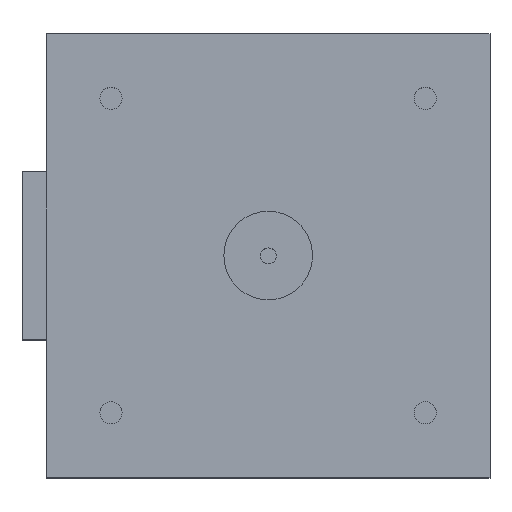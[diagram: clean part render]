
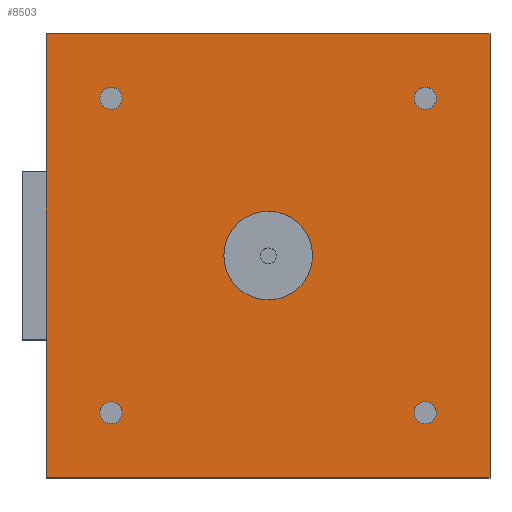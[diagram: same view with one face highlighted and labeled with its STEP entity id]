
A CAD part, top view. The second image highlights one B-rep face of the part: STEP entity #8503.
In plain terms, the highlighted planar face has unit normal (0, 0, 1).
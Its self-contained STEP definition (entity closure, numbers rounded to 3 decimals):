
#430=FACE_BOUND('',#3373,.T.);
#431=FACE_BOUND('',#3374,.T.);
#432=FACE_BOUND('',#3375,.T.);
#433=FACE_BOUND('',#3376,.T.);
#434=FACE_BOUND('',#3377,.T.);
#1326=LINE('',#15038,#2057);
#1346=LINE('',#15094,#2077);
#1348=LINE('',#15097,#2079);
#1349=LINE('',#15099,#2080);
#2057=VECTOR('',#12351,10.);
#2077=VECTOR('',#12407,10.);
#2079=VECTOR('',#12411,10.);
#2080=VECTOR('',#12414,10.);
#2708=FACE_OUTER_BOUND('',#3372,.T.);
#3372=EDGE_LOOP('',(#7709,#7710,#7711,#7712));
#3373=EDGE_LOOP('',(#7713));
#3374=EDGE_LOOP('',(#7714));
#3375=EDGE_LOOP('',(#7715));
#3376=EDGE_LOOP('',(#7716));
#3377=EDGE_LOOP('',(#7717));
#3693=CIRCLE('',#9887,10.);
#3695=CIRCLE('',#9898,2.5);
#3697=CIRCLE('',#9901,2.5);
#3699=CIRCLE('',#9904,2.5);
#3701=CIRCLE('',#9907,2.5);
#4391=VERTEX_POINT('',#14975);
#4413=VERTEX_POINT('',#15035);
#4414=VERTEX_POINT('',#15037);
#4419=VERTEX_POINT('',#15049);
#4421=VERTEX_POINT('',#15055);
#4423=VERTEX_POINT('',#15061);
#4425=VERTEX_POINT('',#15067);
#4431=VERTEX_POINT('',#15091);
#4432=VERTEX_POINT('',#15093);
#5465=EDGE_CURVE('',#4391,#4391,#3693,.T.);
#5496=EDGE_CURVE('',#4414,#4413,#1326,.T.);
#5502=EDGE_CURVE('',#4419,#4419,#3695,.T.);
#5505=EDGE_CURVE('',#4421,#4421,#3697,.T.);
#5508=EDGE_CURVE('',#4423,#4423,#3699,.T.);
#5511=EDGE_CURVE('',#4425,#4425,#3701,.T.);
#5524=EDGE_CURVE('',#4432,#4431,#1346,.T.);
#5526=EDGE_CURVE('',#4431,#4414,#1348,.T.);
#5527=EDGE_CURVE('',#4413,#4432,#1349,.T.);
#7709=ORIENTED_EDGE('',*,*,#5527,.T.);
#7710=ORIENTED_EDGE('',*,*,#5524,.T.);
#7711=ORIENTED_EDGE('',*,*,#5526,.T.);
#7712=ORIENTED_EDGE('',*,*,#5496,.T.);
#7713=ORIENTED_EDGE('',*,*,#5465,.T.);
#7714=ORIENTED_EDGE('',*,*,#5502,.T.);
#7715=ORIENTED_EDGE('',*,*,#5505,.T.);
#7716=ORIENTED_EDGE('',*,*,#5508,.T.);
#7717=ORIENTED_EDGE('',*,*,#5511,.T.);
#8030=PLANE('',#9917);
#8503=ADVANCED_FACE('',(#2708,#430,#431,#432,#433,#434),#8030,.T.);
#9887=AXIS2_PLACEMENT_3D('',#14976,#12302,#12303);
#9898=AXIS2_PLACEMENT_3D('',#15050,#12359,#12360);
#9901=AXIS2_PLACEMENT_3D('',#15056,#12366,#12367);
#9904=AXIS2_PLACEMENT_3D('',#15062,#12373,#12374);
#9907=AXIS2_PLACEMENT_3D('',#15068,#12380,#12381);
#9917=AXIS2_PLACEMENT_3D('',#15100,#12415,#12416);
#12302=DIRECTION('center_axis',(0.,0.,-1.));
#12303=DIRECTION('ref_axis',(-1.,0.,0.));
#12351=DIRECTION('',(0.,-1.,0.));
#12359=DIRECTION('center_axis',(0.,0.,-1.));
#12360=DIRECTION('ref_axis',(-1.,0.,0.));
#12366=DIRECTION('center_axis',(0.,0.,-1.));
#12367=DIRECTION('ref_axis',(-1.,0.,0.));
#12373=DIRECTION('center_axis',(0.,0.,-1.));
#12374=DIRECTION('ref_axis',(-1.,0.,0.));
#12380=DIRECTION('center_axis',(0.,0.,-1.));
#12381=DIRECTION('ref_axis',(-1.,0.,0.));
#12407=DIRECTION('',(0.,1.,0.));
#12411=DIRECTION('',(-1.,0.,0.));
#12414=DIRECTION('',(1.,0.,0.));
#12415=DIRECTION('center_axis',(0.,0.,1.));
#12416=DIRECTION('ref_axis',(-1.,0.,0.));
#14975=CARTESIAN_POINT('',(10.,0.,112.2));
#14976=CARTESIAN_POINT('Origin',(0.,0.,112.2));
#15035=CARTESIAN_POINT('',(-50.,-50.,112.2));
#15037=CARTESIAN_POINT('',(-50.,50.,112.2));
#15038=CARTESIAN_POINT('',(-50.,50.,112.2));
#15049=CARTESIAN_POINT('',(37.929,35.429,112.2));
#15050=CARTESIAN_POINT('Origin',(35.429,35.429,112.2));
#15055=CARTESIAN_POINT('',(37.929,-35.429,112.2));
#15056=CARTESIAN_POINT('Origin',(35.429,-35.429,112.2));
#15061=CARTESIAN_POINT('',(-32.929,35.429,112.2));
#15062=CARTESIAN_POINT('Origin',(-35.429,35.429,112.2));
#15067=CARTESIAN_POINT('',(-32.929,-35.429,112.2));
#15068=CARTESIAN_POINT('Origin',(-35.429,-35.429,112.2));
#15091=CARTESIAN_POINT('',(50.,50.,112.2));
#15093=CARTESIAN_POINT('',(50.,-50.,112.2));
#15094=CARTESIAN_POINT('',(50.,-50.,112.2));
#15097=CARTESIAN_POINT('',(50.,50.,112.2));
#15099=CARTESIAN_POINT('',(-50.,-50.,112.2));
#15100=CARTESIAN_POINT('Origin',(0.,0.,112.2));
